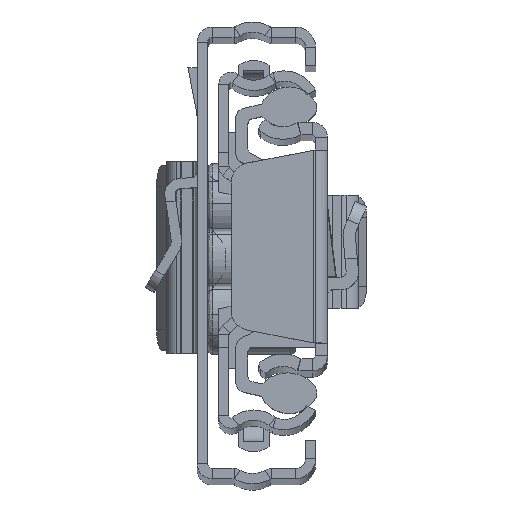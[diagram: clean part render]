
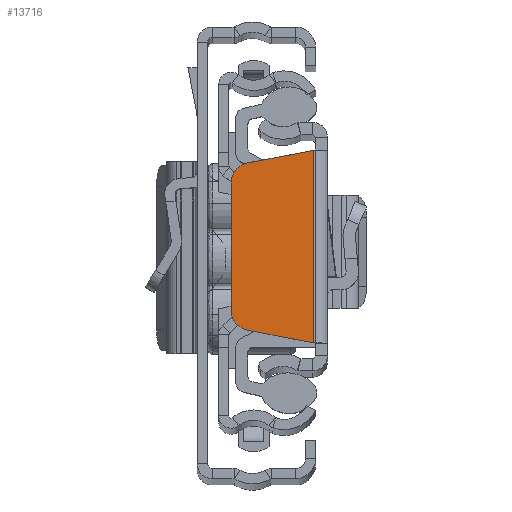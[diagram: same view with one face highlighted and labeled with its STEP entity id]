
A CAD part, top view. The second image highlights one B-rep face of the part: STEP entity #13716.
In plain terms, the highlighted planar face has unit normal (0, 0, 1).
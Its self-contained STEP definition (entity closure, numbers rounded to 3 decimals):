
#436 = CARTESIAN_POINT ( 'NONE',  ( -1.36, -9.379, 0. ) ) ;
#482 = ORIENTED_EDGE ( 'NONE', *, *, #6573, .T. ) ;
#590 = CIRCLE ( 'NONE', #9170, 2. ) ;
#704 = ORIENTED_EDGE ( 'NONE', *, *, #6152, .T. ) ;
#780 = DIRECTION ( 'NONE',  ( 0.982, -0.189, 0. ) ) ;
#1356 = VECTOR ( 'NONE', #4543, 1000. ) ;
#1526 = ORIENTED_EDGE ( 'NONE', *, *, #4872, .F. ) ;
#2278 = CARTESIAN_POINT ( 'NONE',  ( -7.778, -8.147, 0. ) ) ;
#2704 = CARTESIAN_POINT ( 'NONE',  ( -1.786, -9.298, 0. ) ) ;
#2942 = VECTOR ( 'NONE', #780, 1000. ) ;
#3048 = VERTEX_POINT ( 'NONE', #19659 ) ;
#3413 = CARTESIAN_POINT ( 'NONE',  ( -7.401, 6.183, 0. ) ) ;
#4312 = DIRECTION ( 'NONE',  ( -1., 0., 0. ) ) ;
#4365 = DIRECTION ( 'NONE',  ( -0.982, -0.189, 0. ) ) ;
#4411 = LINE ( 'NONE', #12143, #18726 ) ;
#4425 = FACE_OUTER_BOUND ( 'NONE', #14471, .T. ) ;
#4543 = DIRECTION ( 'NONE',  ( 0., -1., 0. ) ) ;
#4629 = PLANE ( 'NONE',  #6159 ) ;
#4648 = LINE ( 'NONE', #9275, #1356 ) ;
#4731 = VERTEX_POINT ( 'NONE', #7884 ) ;
#4872 = EDGE_CURVE ( 'NONE', #3048, #10566, #4411, .T. ) ;
#4979 = CIRCLE ( 'NONE', #17010, 2. ) ;
#5159 = VECTOR ( 'NONE', #4365, 1000. ) ;
#6152 = EDGE_CURVE ( 'NONE', #14210, #4731, #4979, .T. ) ;
#6159 = AXIS2_PLACEMENT_3D ( 'NONE', #9467, #18956, #4312 ) ;
#6394 = CARTESIAN_POINT ( 'NONE',  ( -1.786, 9.298, 0. ) ) ;
#6573 = EDGE_CURVE ( 'NONE', #11209, #10566, #15854, .T. ) ;
#6740 = ORIENTED_EDGE ( 'NONE', *, *, #11858, .T. ) ;
#7884 = CARTESIAN_POINT ( 'NONE',  ( -9.401, 6.183, 0. ) ) ;
#9170 = AXIS2_PLACEMENT_3D ( 'NONE', #9971, #10183, #20235 ) ;
#9275 = CARTESIAN_POINT ( 'NONE',  ( -9.401, 0., 0. ) ) ;
#9467 = CARTESIAN_POINT ( 'NONE',  ( 0., 0., 0. ) ) ;
#9971 = CARTESIAN_POINT ( 'NONE',  ( -7.401, -6.183, 0. ) ) ;
#10183 = DIRECTION ( 'NONE',  ( 0., 0., 1. ) ) ;
#10566 = VERTEX_POINT ( 'NONE', #436 ) ;
#10640 = DIRECTION ( 'NONE',  ( 0., -1., 0. ) ) ;
#11209 = VERTEX_POINT ( 'NONE', #2278 ) ;
#11290 = EDGE_CURVE ( 'NONE', #4731, #20761, #4648, .T. ) ;
#11561 = CARTESIAN_POINT ( 'NONE',  ( -9.401, -6.183, 0. ) ) ;
#11858 = EDGE_CURVE ( 'NONE', #3048, #14210, #14573, .T. ) ;
#12143 = CARTESIAN_POINT ( 'NONE',  ( -1.36, -9.379, 0. ) ) ;
#13149 = ORIENTED_EDGE ( 'NONE', *, *, #20333, .T. ) ;
#13379 = CARTESIAN_POINT ( 'NONE',  ( -7.778, 8.147, 0. ) ) ;
#13716 = ADVANCED_FACE ( 'NONE', ( #4425 ), #4629, .F. ) ;
#14210 = VERTEX_POINT ( 'NONE', #13379 ) ;
#14471 = EDGE_LOOP ( 'NONE', ( #17631, #13149, #482, #1526, #6740, #704 ) ) ;
#14573 = LINE ( 'NONE', #6394, #5159 ) ;
#15854 = LINE ( 'NONE', #2704, #2942 ) ;
#17010 = AXIS2_PLACEMENT_3D ( 'NONE', #3413, #21202, #17746 ) ;
#17631 = ORIENTED_EDGE ( 'NONE', *, *, #11290, .T. ) ;
#17746 = DIRECTION ( 'NONE',  ( -1., 0., 0. ) ) ;
#18726 = VECTOR ( 'NONE', #10640, 1000. ) ;
#18956 = DIRECTION ( 'NONE',  ( 0., 0., -1. ) ) ;
#19659 = CARTESIAN_POINT ( 'NONE',  ( -1.36, 9.379, 0. ) ) ;
#20235 = DIRECTION ( 'NONE',  ( -1., 0., 0. ) ) ;
#20333 = EDGE_CURVE ( 'NONE', #20761, #11209, #590, .T. ) ;
#20761 = VERTEX_POINT ( 'NONE', #11561 ) ;
#21202 = DIRECTION ( 'NONE',  ( 0., 0., 1. ) ) ;
